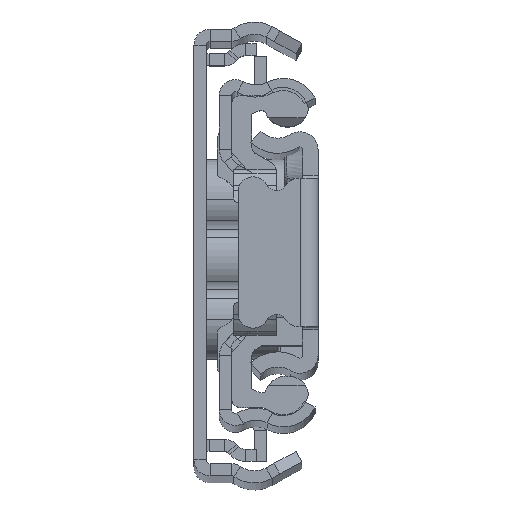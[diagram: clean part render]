
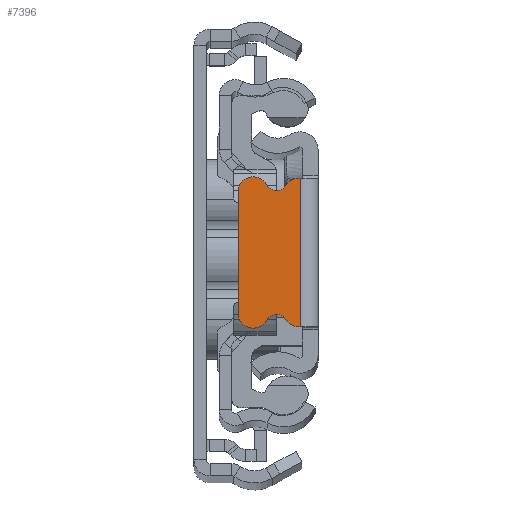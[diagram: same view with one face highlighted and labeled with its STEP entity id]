
A CAD part, top view. The second image highlights one B-rep face of the part: STEP entity #7396.
In plain terms, the highlighted planar face has unit normal (0, 0, 1).
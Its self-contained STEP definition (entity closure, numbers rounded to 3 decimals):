
#250 = EDGE_CURVE ( 'NONE', #9013, #7699, #21146, .T. ) ;
#333 = DIRECTION ( 'NONE',  ( 1., 0., 0. ) ) ;
#495 = VERTEX_POINT ( 'NONE', #3766 ) ;
#714 = DIRECTION ( 'NONE',  ( 0., 0., 1. ) ) ;
#760 = AXIS2_PLACEMENT_3D ( 'NONE', #10714, #20937, #12888 ) ;
#1628 = VECTOR ( 'NONE', #2141, 1000. ) ;
#2141 = DIRECTION ( 'NONE',  ( -1., 0., 0. ) ) ;
#2274 = LINE ( 'NONE', #24700, #1628 ) ;
#2362 = ORIENTED_EDGE ( 'NONE', *, *, #21665, .T. ) ;
#2698 = AXIS2_PLACEMENT_3D ( 'NONE', #7943, #16282, #20431 ) ;
#2745 = ORIENTED_EDGE ( 'NONE', *, *, #6736, .F. ) ;
#2975 = CARTESIAN_POINT ( 'NONE',  ( -1.75, 0., 0. ) ) ;
#3314 = VECTOR ( 'NONE', #14948, 1000. ) ;
#3766 = CARTESIAN_POINT ( 'NONE',  ( -5.109, 6.713, 0. ) ) ;
#4346 = FACE_OUTER_BOUND ( 'NONE', #20629, .T. ) ;
#4652 = VERTEX_POINT ( 'NONE', #12383 ) ;
#5133 = CARTESIAN_POINT ( 'NONE',  ( -1.929, -5.87, 0. ) ) ;
#5896 = CARTESIAN_POINT ( 'NONE',  ( -5.109, -6.713, 0. ) ) ;
#6205 = DIRECTION ( 'NONE',  ( 0., 0., 1. ) ) ;
#6269 = VERTEX_POINT ( 'NONE', #10932 ) ;
#6549 = CARTESIAN_POINT ( 'NONE',  ( -7.929, 6., 0. ) ) ;
#6736 = EDGE_CURVE ( 'NONE', #6269, #15488, #21393, .T. ) ;
#6737 = CARTESIAN_POINT ( 'NONE',  ( -1.75, -7.37, 0. ) ) ;
#6764 = CIRCLE ( 'NONE', #760, 1.5 ) ;
#6937 = EDGE_CURVE ( 'NONE', #15488, #7699, #2274, .T. ) ;
#7085 = EDGE_CURVE ( 'NONE', #9684, #14571, #17201, .T. ) ;
#7396 = ADVANCED_FACE ( 'NONE', ( #4346 ), #18726, .T. ) ;
#7608 = VERTEX_POINT ( 'NONE', #24215 ) ;
#7699 = VERTEX_POINT ( 'NONE', #7827 ) ;
#7817 = EDGE_CURVE ( 'NONE', #14571, #20760, #25219, .T. ) ;
#7827 = CARTESIAN_POINT ( 'NONE',  ( -1.929, -7.37, 0. ) ) ;
#7943 = CARTESIAN_POINT ( 'NONE',  ( -4.142, 7.236, 0. ) ) ;
#8294 = CIRCLE ( 'NONE', #15185, 1.5 ) ;
#8610 = CARTESIAN_POINT ( 'NONE',  ( -6.429, -6., 0. ) ) ;
#9013 = VERTEX_POINT ( 'NONE', #14315 ) ;
#9129 = DIRECTION ( 'NONE',  ( -1., 0., 0. ) ) ;
#9382 = AXIS2_PLACEMENT_3D ( 'NONE', #8610, #6205, #16824 ) ;
#9684 = VERTEX_POINT ( 'NONE', #6549 ) ;
#10714 = CARTESIAN_POINT ( 'NONE',  ( -1.929, 5.87, 0. ) ) ;
#10932 = CARTESIAN_POINT ( 'NONE',  ( -1.75, 7.37, 0. ) ) ;
#11060 = ORIENTED_EDGE ( 'NONE', *, *, #7085, .T. ) ;
#11162 = EDGE_CURVE ( 'NONE', #4652, #6269, #25586, .T. ) ;
#11498 = CARTESIAN_POINT ( 'NONE',  ( -7.929, -6., 0. ) ) ;
#12383 = CARTESIAN_POINT ( 'NONE',  ( -1.929, 7.37, 0. ) ) ;
#12539 = ORIENTED_EDGE ( 'NONE', *, *, #18900, .T. ) ;
#12559 = CARTESIAN_POINT ( 'NONE',  ( 394.071, 0., 0. ) ) ;
#12701 = DIRECTION ( 'NONE',  ( 0., 0., 1. ) ) ;
#12888 = DIRECTION ( 'NONE',  ( -1., 0., 0. ) ) ;
#12940 = DIRECTION ( 'NONE',  ( 1., 0., 0. ) ) ;
#13084 = DIRECTION ( 'NONE',  ( -1., 0., 0. ) ) ;
#13100 = ORIENTED_EDGE ( 'NONE', *, *, #6937, .F. ) ;
#13689 = AXIS2_PLACEMENT_3D ( 'NONE', #16973, #16829, #13084 ) ;
#14315 = CARTESIAN_POINT ( 'NONE',  ( -3.206, -6.658, 0. ) ) ;
#14571 = VERTEX_POINT ( 'NONE', #20126 ) ;
#14948 = DIRECTION ( 'NONE',  ( 0., -1., 0. ) ) ;
#15185 = AXIS2_PLACEMENT_3D ( 'NONE', #19352, #22486, #9129 ) ;
#15488 = VERTEX_POINT ( 'NONE', #6737 ) ;
#15510 = CARTESIAN_POINT ( 'NONE',  ( -1.929, 7.37, 0. ) ) ;
#15525 = DIRECTION ( 'NONE',  ( 0., -1., 0. ) ) ;
#15864 = EDGE_CURVE ( 'NONE', #4652, #7608, #6764, .T. ) ;
#16282 = DIRECTION ( 'NONE',  ( 0., 0., -1. ) ) ;
#16824 = DIRECTION ( 'NONE',  ( 1., 0., 0. ) ) ;
#16829 = DIRECTION ( 'NONE',  ( 0., 0., -1. ) ) ;
#16973 = CARTESIAN_POINT ( 'NONE',  ( -4.142, -7.236, 0. ) ) ;
#17116 = AXIS2_PLACEMENT_3D ( 'NONE', #12559, #12701, #333 ) ;
#17201 = LINE ( 'NONE', #11498, #22234 ) ;
#17230 = ORIENTED_EDGE ( 'NONE', *, *, #7817, .T. ) ;
#17311 = ORIENTED_EDGE ( 'NONE', *, *, #15864, .T. ) ;
#18726 = PLANE ( 'NONE',  #17116 ) ;
#18759 = ORIENTED_EDGE ( 'NONE', *, *, #250, .T. ) ;
#18900 = EDGE_CURVE ( 'NONE', #20760, #9013, #24834, .T. ) ;
#18967 = CIRCLE ( 'NONE', #2698, 1.1 ) ;
#19352 = CARTESIAN_POINT ( 'NONE',  ( -6.429, 6., 0. ) ) ;
#20126 = CARTESIAN_POINT ( 'NONE',  ( -7.929, -6., 0. ) ) ;
#20431 = DIRECTION ( 'NONE',  ( 1., 0., 0. ) ) ;
#20629 = EDGE_LOOP ( 'NONE', ( #2745, #21533, #17311, #2362, #25469, #11060, #17230, #12539, #18759, #13100 ) ) ;
#20760 = VERTEX_POINT ( 'NONE', #5896 ) ;
#20937 = DIRECTION ( 'NONE',  ( 0., 0., 1. ) ) ;
#21146 = CIRCLE ( 'NONE', #23695, 1.5 ) ;
#21393 = LINE ( 'NONE', #2975, #3314 ) ;
#21533 = ORIENTED_EDGE ( 'NONE', *, *, #11162, .F. ) ;
#21665 = EDGE_CURVE ( 'NONE', #7608, #495, #18967, .T. ) ;
#22234 = VECTOR ( 'NONE', #15525, 1000. ) ;
#22486 = DIRECTION ( 'NONE',  ( 0., 0., 1. ) ) ;
#22864 = EDGE_CURVE ( 'NONE', #495, #9684, #8294, .T. ) ;
#23695 = AXIS2_PLACEMENT_3D ( 'NONE', #5133, #714, #12940 ) ;
#24215 = CARTESIAN_POINT ( 'NONE',  ( -3.206, 6.658, 0. ) ) ;
#24700 = CARTESIAN_POINT ( 'NONE',  ( -1.929, -7.37, 0. ) ) ;
#24834 = CIRCLE ( 'NONE', #13689, 1.1 ) ;
#25219 = CIRCLE ( 'NONE', #9382, 1.5 ) ;
#25456 = VECTOR ( 'NONE', #25458, 1000. ) ;
#25458 = DIRECTION ( 'NONE',  ( 1., 0., 0. ) ) ;
#25469 = ORIENTED_EDGE ( 'NONE', *, *, #22864, .T. ) ;
#25586 = LINE ( 'NONE', #15510, #25456 ) ;
